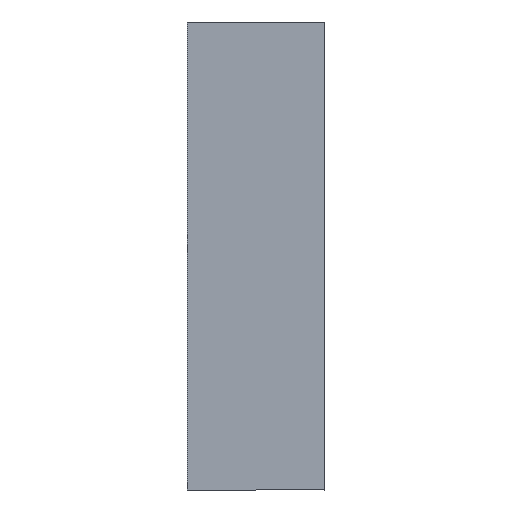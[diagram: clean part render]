
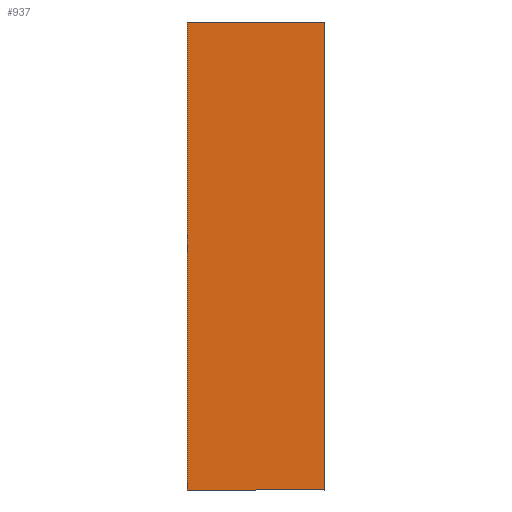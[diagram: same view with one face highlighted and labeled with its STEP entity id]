
A CAD part, front view. The second image highlights one B-rep face of the part: STEP entity #937.
In plain terms, the highlighted planar face has unit normal (0, -1, 0).
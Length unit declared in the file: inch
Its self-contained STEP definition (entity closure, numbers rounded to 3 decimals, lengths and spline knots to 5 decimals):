
#19 = EDGE_CURVE ( 'NONE', #653, #1586, #1050, .T. ) ;
#30 = DIRECTION ( 'NONE',  ( 0., 0., 1. ) ) ;
#108 = VERTEX_POINT ( 'NONE', #1509 ) ;
#110 = LINE ( 'NONE', #641, #616 ) ;
#141 = ORIENTED_EDGE ( 'NONE', *, *, #1689, .F. ) ;
#146 = VECTOR ( 'NONE', #1954, 39.37008 ) ;
#288 = ORIENTED_EDGE ( 'NONE', *, *, #1872, .F. ) ;
#304 = CARTESIAN_POINT ( 'NONE',  ( 0., 0., 0. ) ) ;
#366 = CARTESIAN_POINT ( 'NONE',  ( 0., 0., 0. ) ) ;
#385 = VECTOR ( 'NONE', #1615, 39.37008 ) ;
#468 = FACE_OUTER_BOUND ( 'NONE', #1075, .T. ) ;
#526 = LINE ( 'NONE', #688, #385 ) ;
#616 = VECTOR ( 'NONE', #30, 39.37008 ) ;
#641 = CARTESIAN_POINT ( 'NONE',  ( -2.7325, 0., 0. ) ) ;
#653 = VERTEX_POINT ( 'NONE', #1763 ) ;
#688 = CARTESIAN_POINT ( 'NONE',  ( 0., 0., 0. ) ) ;
#919 = LINE ( 'NONE', #1057, #146 ) ;
#931 = AXIS2_PLACEMENT_3D ( 'NONE', #366, #983, #1606 ) ;
#937 = ADVANCED_FACE ( 'NONE', ( #468 ), #1136, .F. ) ;
#983 = DIRECTION ( 'NONE',  ( 0., 1., 0. ) ) ;
#1011 = EDGE_CURVE ( 'NONE', #1586, #108, #110, .T. ) ;
#1050 = LINE ( 'NONE', #304, #1291 ) ;
#1057 = CARTESIAN_POINT ( 'NONE',  ( 0., 0., 9.33071 ) ) ;
#1063 = CARTESIAN_POINT ( 'NONE',  ( -2.7325, 0., 0. ) ) ;
#1075 = EDGE_LOOP ( 'NONE', ( #141, #288, #1570, #1973 ) ) ;
#1091 = DIRECTION ( 'NONE',  ( -1., 0., 0. ) ) ;
#1097 = CARTESIAN_POINT ( 'NONE',  ( 0., 0., 9.33071 ) ) ;
#1136 = PLANE ( 'NONE',  #931 ) ;
#1291 = VECTOR ( 'NONE', #1091, 39.37008 ) ;
#1387 = VERTEX_POINT ( 'NONE', #1097 ) ;
#1509 = CARTESIAN_POINT ( 'NONE',  ( -2.7325, 0., 9.33071 ) ) ;
#1570 = ORIENTED_EDGE ( 'NONE', *, *, #1011, .F. ) ;
#1586 = VERTEX_POINT ( 'NONE', #1063 ) ;
#1606 = DIRECTION ( 'NONE',  ( 0., 0., 1. ) ) ;
#1615 = DIRECTION ( 'NONE',  ( 0., 0., -1. ) ) ;
#1689 = EDGE_CURVE ( 'NONE', #1387, #653, #526, .T. ) ;
#1763 = CARTESIAN_POINT ( 'NONE',  ( 0., 0., 0. ) ) ;
#1872 = EDGE_CURVE ( 'NONE', #108, #1387, #919, .T. ) ;
#1954 = DIRECTION ( 'NONE',  ( 1., 0., 0. ) ) ;
#1973 = ORIENTED_EDGE ( 'NONE', *, *, #19, .F. ) ;
